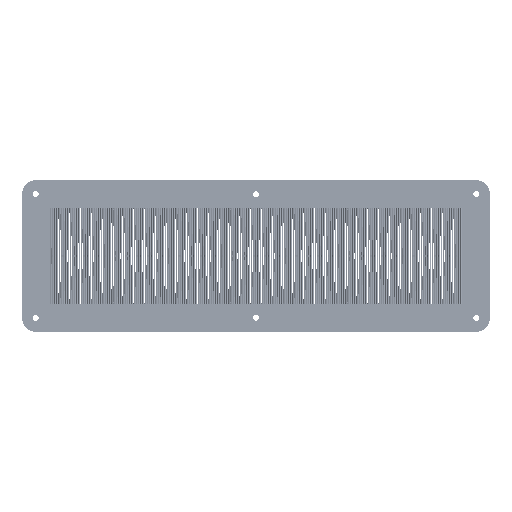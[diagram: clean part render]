
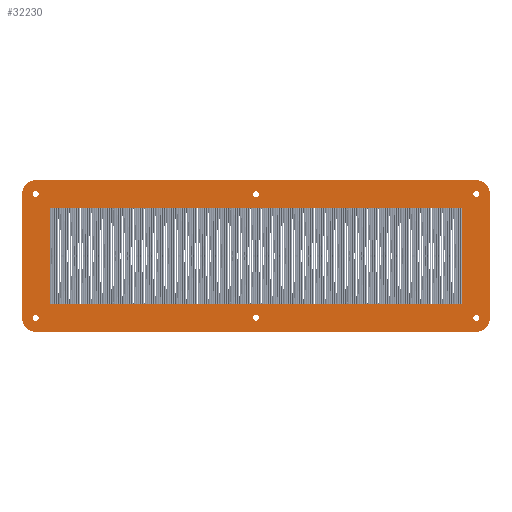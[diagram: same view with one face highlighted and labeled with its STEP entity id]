
A CAD part, top view. The second image highlights one B-rep face of the part: STEP entity #32230.
In plain terms, the highlighted planar face has unit normal (0, 0, 1).
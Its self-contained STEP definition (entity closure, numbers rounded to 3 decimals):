
#21=FACE_BOUND('',#2493,.T.);
#22=FACE_BOUND('',#2494,.T.);
#23=FACE_BOUND('',#2495,.T.);
#24=FACE_BOUND('',#2496,.T.);
#25=FACE_BOUND('',#2497,.T.);
#26=FACE_BOUND('',#2498,.T.);
#27=FACE_BOUND('',#2499,.T.);
#35=PLANE('',#37688);
#1263=FACE_OUTER_BOUND('',#2492,.T.);
#2492=EDGE_LOOP('',(#26764,#26765,#26766,#26767,#26768,#26769,#26770,#26771));
#2493=EDGE_LOOP('',(#26772,#26773,#26774,#26775));
#2494=EDGE_LOOP('',(#26776));
#2495=EDGE_LOOP('',(#26777));
#2496=EDGE_LOOP('',(#26778));
#2497=EDGE_LOOP('',(#26779));
#2498=EDGE_LOOP('',(#26780));
#2499=EDGE_LOOP('',(#26781));
#3715=LINE('',#59468,#4953);
#3722=LINE('',#59483,#4960);
#3724=LINE('',#59488,#4962);
#3728=LINE('',#59497,#4966);
#3732=LINE('',#59506,#4970);
#3739=LINE('',#59528,#4977);
#3740=LINE('',#59530,#4978);
#3741=LINE('',#59531,#4979);
#4953=VECTOR('',#49748,1000.);
#4960=VECTOR('',#49759,1000.);
#4962=VECTOR('',#49763,1000.);
#4966=VECTOR('',#49769,1000.);
#4970=VECTOR('',#49775,1000.);
#4977=VECTOR('',#49802,1000.);
#4978=VECTOR('',#49803,1000.);
#4979=VECTOR('',#49804,1000.);
#9185=CIRCLE('',#37661,2.1);
#9187=CIRCLE('',#37664,2.1);
#9189=CIRCLE('',#37667,2.1);
#9191=CIRCLE('',#37670,2.1);
#9193=CIRCLE('',#37673,2.1);
#9195=CIRCLE('',#37676,2.1);
#9200=CIRCLE('',#37689,10.);
#9201=CIRCLE('',#37690,10.);
#9202=CIRCLE('',#37691,10.);
#9203=CIRCLE('',#37692,10.);
#12207=VERTEX_POINT('',#59431);
#12209=VERTEX_POINT('',#59437);
#12211=VERTEX_POINT('',#59443);
#12213=VERTEX_POINT('',#59449);
#12215=VERTEX_POINT('',#59455);
#12217=VERTEX_POINT('',#59461);
#12218=VERTEX_POINT('',#59465);
#12219=VERTEX_POINT('',#59467);
#12224=VERTEX_POINT('',#59480);
#12225=VERTEX_POINT('',#59482);
#12226=VERTEX_POINT('',#59486);
#12227=VERTEX_POINT('',#59487);
#12230=VERTEX_POINT('',#59495);
#12231=VERTEX_POINT('',#59496);
#12234=VERTEX_POINT('',#59504);
#12235=VERTEX_POINT('',#59505);
#12240=VERTEX_POINT('',#59527);
#12241=VERTEX_POINT('',#59529);
#17644=EDGE_CURVE('',#12207,#12207,#9185,.T.);
#17647=EDGE_CURVE('',#12209,#12209,#9187,.T.);
#17650=EDGE_CURVE('',#12211,#12211,#9189,.T.);
#17653=EDGE_CURVE('',#12213,#12213,#9191,.T.);
#17656=EDGE_CURVE('',#12215,#12215,#9193,.T.);
#17659=EDGE_CURVE('',#12217,#12217,#9195,.T.);
#17661=EDGE_CURVE('',#12219,#12218,#3715,.T.);
#17668=EDGE_CURVE('',#12225,#12224,#3722,.T.);
#17670=EDGE_CURVE('',#12226,#12227,#3724,.T.);
#17674=EDGE_CURVE('',#12230,#12231,#3728,.T.);
#17678=EDGE_CURVE('',#12234,#12235,#3732,.T.);
#17689=EDGE_CURVE('',#12224,#12234,#9200,.T.);
#17690=EDGE_CURVE('',#12235,#12230,#9201,.T.);
#17691=EDGE_CURVE('',#12231,#12226,#9202,.T.);
#17692=EDGE_CURVE('',#12227,#12225,#9203,.T.);
#17693=EDGE_CURVE('',#12240,#12219,#3739,.T.);
#17694=EDGE_CURVE('',#12218,#12241,#3740,.T.);
#17695=EDGE_CURVE('',#12241,#12240,#3741,.T.);
#26764=ORIENTED_EDGE('',*,*,#17668,.T.);
#26765=ORIENTED_EDGE('',*,*,#17689,.T.);
#26766=ORIENTED_EDGE('',*,*,#17678,.T.);
#26767=ORIENTED_EDGE('',*,*,#17690,.T.);
#26768=ORIENTED_EDGE('',*,*,#17674,.T.);
#26769=ORIENTED_EDGE('',*,*,#17691,.T.);
#26770=ORIENTED_EDGE('',*,*,#17670,.T.);
#26771=ORIENTED_EDGE('',*,*,#17692,.T.);
#26772=ORIENTED_EDGE('',*,*,#17693,.T.);
#26773=ORIENTED_EDGE('',*,*,#17661,.T.);
#26774=ORIENTED_EDGE('',*,*,#17694,.T.);
#26775=ORIENTED_EDGE('',*,*,#17695,.T.);
#26776=ORIENTED_EDGE('',*,*,#17644,.F.);
#26777=ORIENTED_EDGE('',*,*,#17647,.F.);
#26778=ORIENTED_EDGE('',*,*,#17650,.F.);
#26779=ORIENTED_EDGE('',*,*,#17653,.F.);
#26780=ORIENTED_EDGE('',*,*,#17656,.F.);
#26781=ORIENTED_EDGE('',*,*,#17659,.F.);
#32230=ADVANCED_FACE('',(#1263,#21,#22,#23,#24,#25,#26,#27),#35,.T.);
#37661=AXIS2_PLACEMENT_3D('',#59433,#49708,#49709);
#37664=AXIS2_PLACEMENT_3D('',#59439,#49715,#49716);
#37667=AXIS2_PLACEMENT_3D('',#59445,#49722,#49723);
#37670=AXIS2_PLACEMENT_3D('',#59451,#49729,#49730);
#37673=AXIS2_PLACEMENT_3D('',#59457,#49736,#49737);
#37676=AXIS2_PLACEMENT_3D('',#59463,#49743,#49744);
#37688=AXIS2_PLACEMENT_3D('',#59522,#49792,#49793);
#37689=AXIS2_PLACEMENT_3D('',#59523,#49794,#49795);
#37690=AXIS2_PLACEMENT_3D('',#59524,#49796,#49797);
#37691=AXIS2_PLACEMENT_3D('',#59525,#49798,#49799);
#37692=AXIS2_PLACEMENT_3D('',#59526,#49800,#49801);
#49708=DIRECTION('center_axis',(0.,0.,1.));
#49709=DIRECTION('ref_axis',(1.,0.,0.));
#49715=DIRECTION('center_axis',(0.,0.,1.));
#49716=DIRECTION('ref_axis',(-1.,0.,0.));
#49722=DIRECTION('center_axis',(0.,0.,1.));
#49723=DIRECTION('ref_axis',(1.,0.,0.));
#49729=DIRECTION('center_axis',(0.,0.,1.));
#49730=DIRECTION('ref_axis',(-1.,0.,0.));
#49736=DIRECTION('center_axis',(0.,0.,1.));
#49737=DIRECTION('ref_axis',(-1.,0.,0.));
#49743=DIRECTION('center_axis',(0.,0.,1.));
#49744=DIRECTION('ref_axis',(1.,0.,0.));
#49748=DIRECTION('',(-1.,0.,0.));
#49759=DIRECTION('',(0.,-1.,0.));
#49763=DIRECTION('',(-1.,0.,0.));
#49769=DIRECTION('',(0.,1.,0.));
#49775=DIRECTION('',(1.,0.,0.));
#49792=DIRECTION('center_axis',(0.,0.,1.));
#49793=DIRECTION('ref_axis',(1.,0.,0.));
#49794=DIRECTION('center_axis',(0.,0.,1.));
#49795=DIRECTION('ref_axis',(1.,0.,0.));
#49796=DIRECTION('center_axis',(0.,0.,1.));
#49797=DIRECTION('ref_axis',(1.,0.,0.));
#49798=DIRECTION('center_axis',(0.,0.,1.));
#49799=DIRECTION('ref_axis',(1.,0.,0.));
#49800=DIRECTION('center_axis',(0.,0.,1.));
#49801=DIRECTION('ref_axis',(1.,0.,0.));
#49802=DIRECTION('',(0.,-1.,0.));
#49803=DIRECTION('',(0.,1.,0.));
#49804=DIRECTION('',(1.,0.,0.));
#59431=CARTESIAN_POINT('',(-2.1,-45.,0.));
#59433=CARTESIAN_POINT('Origin',(0.,-45.,0.));
#59437=CARTESIAN_POINT('',(157.9,45.,0.));
#59439=CARTESIAN_POINT('Origin',(160.,45.,0.));
#59443=CARTESIAN_POINT('',(157.9,-45.,0.));
#59445=CARTESIAN_POINT('Origin',(160.,-45.,0.));
#59449=CARTESIAN_POINT('',(-162.1,-45.,0.));
#59451=CARTESIAN_POINT('Origin',(-160.,-45.,0.));
#59455=CARTESIAN_POINT('',(-2.1,45.,0.));
#59457=CARTESIAN_POINT('Origin',(0.,45.,0.));
#59461=CARTESIAN_POINT('',(-162.1,45.,0.));
#59463=CARTESIAN_POINT('Origin',(-160.,45.,0.));
#59465=CARTESIAN_POINT('',(-150.,-35.,0.));
#59467=CARTESIAN_POINT('',(150.,-35.,0.));
#59468=CARTESIAN_POINT('',(-150.,-35.,0.));
#59480=CARTESIAN_POINT('',(-170.,-45.,0.));
#59482=CARTESIAN_POINT('',(-170.,45.,0.));
#59483=CARTESIAN_POINT('',(-170.,-55.,0.));
#59486=CARTESIAN_POINT('',(160.,55.,0.));
#59487=CARTESIAN_POINT('',(-160.,55.,0.));
#59488=CARTESIAN_POINT('',(170.,55.,0.));
#59495=CARTESIAN_POINT('',(170.,-45.,0.));
#59496=CARTESIAN_POINT('',(170.,45.,0.));
#59497=CARTESIAN_POINT('',(170.,-55.,0.));
#59504=CARTESIAN_POINT('',(-160.,-55.,0.));
#59505=CARTESIAN_POINT('',(160.,-55.,0.));
#59506=CARTESIAN_POINT('',(170.,-55.,0.));
#59522=CARTESIAN_POINT('Origin',(0.,0.,0.));
#59523=CARTESIAN_POINT('Origin',(-160.,-45.,0.));
#59524=CARTESIAN_POINT('Origin',(160.,-45.,0.));
#59525=CARTESIAN_POINT('Origin',(160.,45.,0.));
#59526=CARTESIAN_POINT('Origin',(-160.,45.,0.));
#59527=CARTESIAN_POINT('',(150.,35.,0.));
#59528=CARTESIAN_POINT('',(150.,-35.,0.));
#59529=CARTESIAN_POINT('',(-150.,35.,0.));
#59530=CARTESIAN_POINT('',(-150.,-35.,0.));
#59531=CARTESIAN_POINT('',(-150.,35.,0.));
